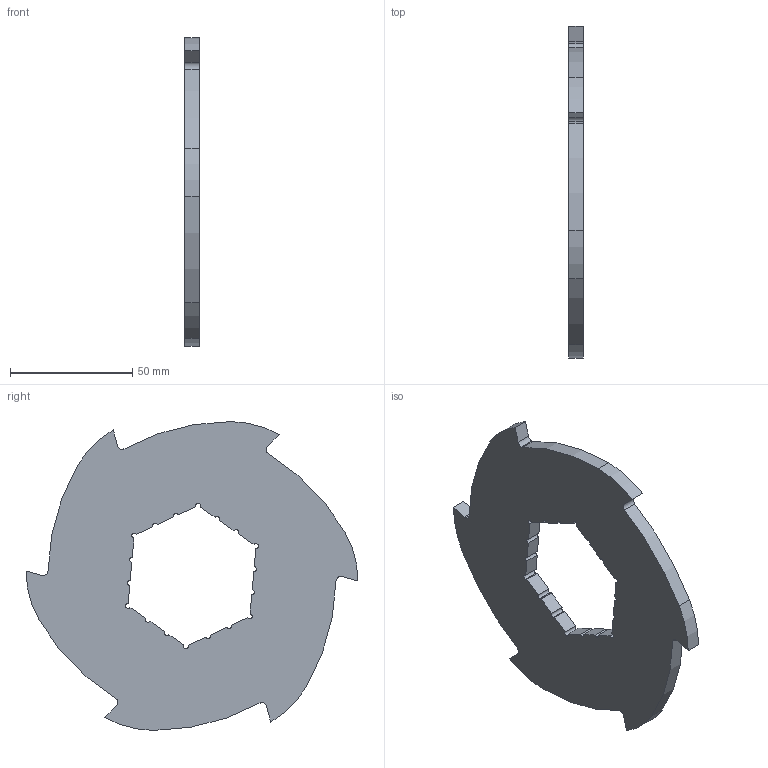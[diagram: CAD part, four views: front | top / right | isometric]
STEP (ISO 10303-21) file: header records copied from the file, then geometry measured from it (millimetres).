
FILE_DESCRIPTION (( 'STEP AP203' ), '1' );
FILE_NAME ('SHRPRO-V1 1120.12-A 6 Teeth blade 12.step', '2019-12-23T20:13:49', ( '' ), ( '' ), 'SwSTEP 2.0', 'SolidWorks 2018', '' );
FILE_SCHEMA (( 'CONFIG_CONTROL_DESIGN' ));
Length unit declared in the file: millimetre
Products named in the file (1): SHRPRO-V1 1120.12-A 6 Teeth blade 12
Bounding box: 6 x 135.92 x 126.43 mm (x, y, z)
Volume: 61096 mm3; surface area: 24320.9 mm2
Topology: 1 solids, 1 shells, 77 faces, 225 edges, 150 vertices
Faces by surface type: cylinder 51, plane 26
Entity records: 2682 total; most frequent: DIRECTION 483, CARTESIAN_POINT 453, ORIENTED_EDGE 450, EDGE_CURVE 225, AXIS2_PLACEMENT_3D 180, VERTEX_POINT 150, LINE 123, VECTOR 123
